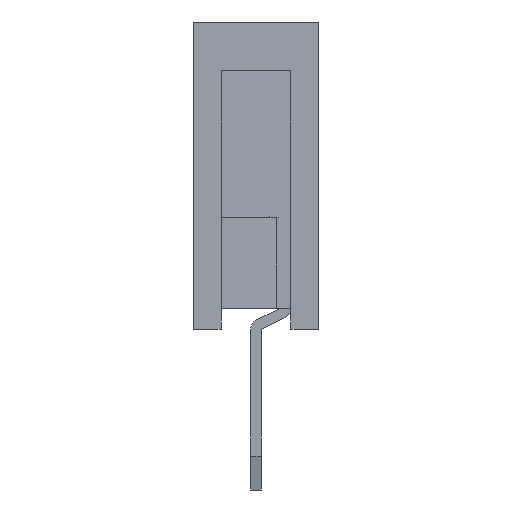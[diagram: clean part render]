
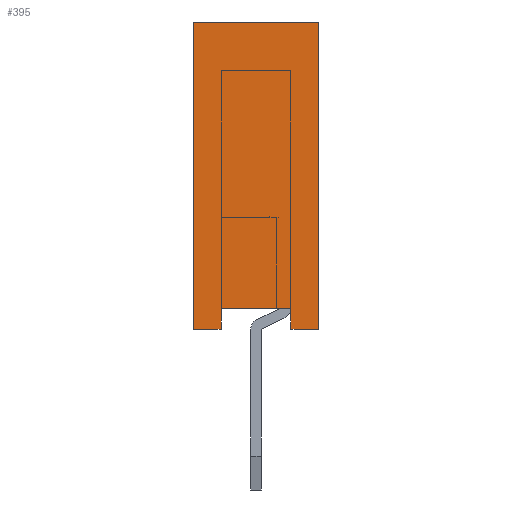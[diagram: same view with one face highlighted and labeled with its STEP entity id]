
A CAD part, left-side view. The second image highlights one B-rep face of the part: STEP entity #395.
In plain terms, the highlighted planar face has unit normal (-1, 0, 0).
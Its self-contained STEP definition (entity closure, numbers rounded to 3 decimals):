
#395=ADVANCED_FACE('',(#15535),#15537,.T.);
#15535=FACE_BOUND('',#15536,.T.);
#15536=EDGE_LOOP('',(#27623,#27624,#27625,#27626,#27627,#27628,#27629,#27630));
#15537=PLANE('',#15538);
#15538=AXIS2_PLACEMENT_3D('',#15539,#15540,#15541);
#15539=CARTESIAN_POINT('',(-0.635,0.9,0.));
#15540=DIRECTION('',(-1.,0.,0.));
#15541=DIRECTION('',(0.,-1.,0.));
#27623=ORIENTED_EDGE('',*,*,#36280,.T.);
#27624=ORIENTED_EDGE('',*,*,#36511,.T.);
#27625=ORIENTED_EDGE('',*,*,#36515,.T.);
#27626=ORIENTED_EDGE('',*,*,#36516,.F.);
#27627=ORIENTED_EDGE('',*,*,#36517,.F.);
#27628=ORIENTED_EDGE('',*,*,#36512,.T.);
#27629=ORIENTED_EDGE('',*,*,#36395,.T.);
#27630=ORIENTED_EDGE('',*,*,#36518,.T.);
#36280=EDGE_CURVE('',#40734,#40731,#40735,.F.);
#36395=EDGE_CURVE('',#40964,#40962,#40965,.F.);
#36511=EDGE_CURVE('',#40731,#41187,#41189,.T.);
#36512=EDGE_CURVE('',#41190,#40964,#41191,.T.);
#36515=EDGE_CURVE('',#41187,#41195,#41196,.T.);
#36516=EDGE_CURVE('',#41197,#41195,#41198,.T.);
#36517=EDGE_CURVE('',#41190,#41197,#41199,.T.);
#36518=EDGE_CURVE('',#40962,#40734,#41200,.T.);
#40731=VERTEX_POINT('',#48007);
#40734=VERTEX_POINT('',#48012);
#40735=LINE('',#48013,#48014);
#40962=VERTEX_POINT('',#48468);
#40964=VERTEX_POINT('',#48472);
#40965=LINE('',#48473,#48474);
#41187=VERTEX_POINT('',#48925);
#41189=LINE('',#48929,#48930);
#41190=VERTEX_POINT('',#48932);
#41191=LINE('',#48933,#48934);
#41195=VERTEX_POINT('',#48943);
#41196=LINE('',#48944,#48945);
#41197=VERTEX_POINT('',#48947);
#41198=LINE('',#48948,#48949);
#41199=LINE('',#48951,#48952);
#41200=LINE('',#48954,#48955);
#48007=CARTESIAN_POINT('',(-0.635,-0.5,0.));
#48012=CARTESIAN_POINT('',(-0.635,-0.5,0.3));
#48013=CARTESIAN_POINT('',(-0.635,-0.5,0.));
#48014=VECTOR('',#48015,1.);
#48015=DIRECTION('',(0.,0.,1.));
#48468=CARTESIAN_POINT('',(-0.635,0.5,0.3));
#48472=CARTESIAN_POINT('',(-0.635,0.5,0.));
#48473=CARTESIAN_POINT('',(-0.635,0.5,0.3));
#48474=VECTOR('',#48475,1.);
#48475=DIRECTION('',(0.,0.,-1.));
#48925=CARTESIAN_POINT('',(-0.635,-0.9,0.));
#48929=CARTESIAN_POINT('',(-0.635,-0.5,0.));
#48930=VECTOR('',#48931,1.);
#48931=DIRECTION('',(0.,-1.,0.));
#48932=CARTESIAN_POINT('',(-0.635,0.9,0.));
#48933=CARTESIAN_POINT('',(-0.635,0.9,0.));
#48934=VECTOR('',#48935,1.);
#48935=DIRECTION('',(0.,-1.,0.));
#48943=CARTESIAN_POINT('',(-0.635,-0.9,4.4));
#48944=CARTESIAN_POINT('',(-0.635,-0.9,0.));
#48945=VECTOR('',#48946,1.);
#48946=DIRECTION('',(0.,0.,1.));
#48947=CARTESIAN_POINT('',(-0.635,0.9,4.4));
#48948=CARTESIAN_POINT('',(-0.635,0.9,4.4));
#48949=VECTOR('',#48950,1.);
#48950=DIRECTION('',(0.,-1.,0.));
#48951=CARTESIAN_POINT('',(-0.635,0.9,0.));
#48952=VECTOR('',#48953,1.);
#48953=DIRECTION('',(0.,0.,1.));
#48954=CARTESIAN_POINT('',(-0.635,0.5,0.3));
#48955=VECTOR('',#48956,1.);
#48956=DIRECTION('',(0.,-1.,0.));
